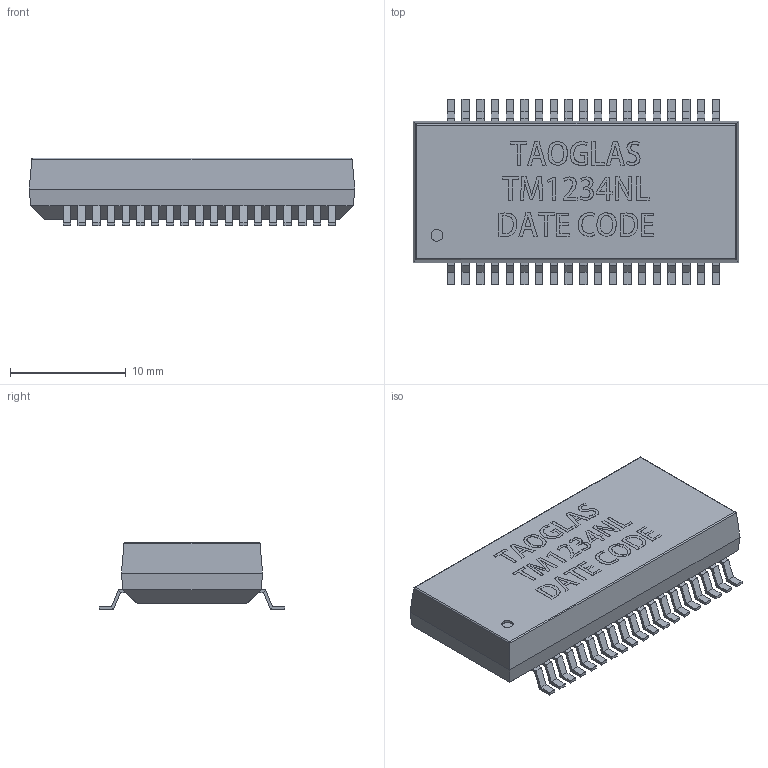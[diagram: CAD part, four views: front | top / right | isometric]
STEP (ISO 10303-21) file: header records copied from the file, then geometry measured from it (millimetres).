
FILE_DESCRIPTION (( 'STEP AP214' ), '1' );
FILE_NAME ('TM1234NL.STEP', '2022-11-04T10:06:18', ( '' ), ( '' ), 'SwSTEP 2.0', 'SolidWorks 2022', '' );
FILE_SCHEMA (( 'AUTOMOTIVE_DESIGN' ));
Length unit declared in the file: millimetre
Products named in the file (1): TM1234NL
Bounding box: 28.1 x 16 x 5.83 mm (x, y, z)
Volume: 1739 mm3; surface area: 1237.2 mm2
Topology: 1 solids, 1 shells, 847 faces, 2047 edges, 1234 vertices
Faces by surface type: plane 740, bspline 101, cylinder 6
Entity records: 26634 total; most frequent: CARTESIAN_POINT 6627, ORIENTED_EDGE 4094, DIRECTION 3177, EDGE_CURVE 2047, LINE 1675, VECTOR 1675, VERTEX_POINT 1234, EDGE_LOOP 879
